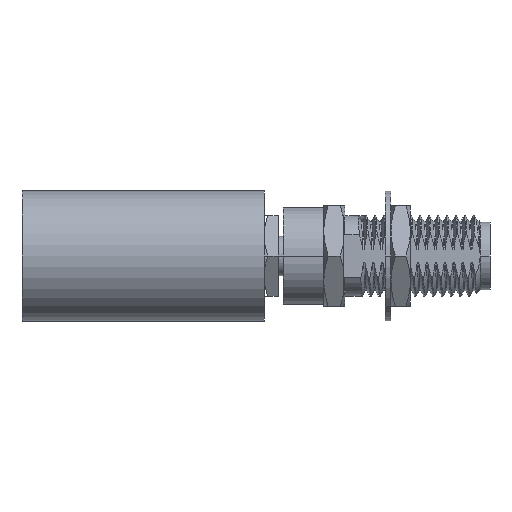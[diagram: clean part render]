
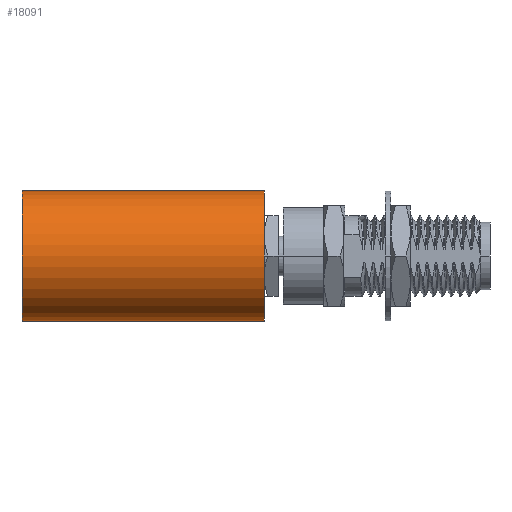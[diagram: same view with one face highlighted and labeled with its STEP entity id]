
A CAD part, front view. The second image highlights one B-rep face of the part: STEP entity #18091.
In plain terms, the highlighted cylindrical face has radius 5.144 mm (diameter 10.287 mm), a partial arc.
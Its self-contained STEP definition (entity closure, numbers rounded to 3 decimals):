
#17979=CARTESIAN_POINT('',(-20.574,0.,0.));
#17980=DIRECTION('',(1.,0.,0.));
#17981=DIRECTION('',(0.,0.,1.));
#17982=AXIS2_PLACEMENT_3D('',#17979,#17980,#17981);
#17994=DIRECTION('',(1.,0.,0.));
#17995=VECTOR('',#17994,19.05);
#17996=CARTESIAN_POINT('',(-20.574,0.,-5.144));
#17997=LINE('',#17996,#17995);
#17998=DIRECTION('',(1.,0.,0.));
#17999=VECTOR('',#17998,19.05);
#18000=CARTESIAN_POINT('',(-20.574,0.,5.144));
#18001=LINE('',#18000,#17999);
#18007=CARTESIAN_POINT('',(-1.524,0.,0.));
#18008=DIRECTION('',(1.,0.,0.));
#18009=DIRECTION('',(0.,0.,1.));
#18010=AXIS2_PLACEMENT_3D('',#18007,#18008,#18009);
#18030=CARTESIAN_POINT('',(-20.574,0.,-5.144));
#18031=CARTESIAN_POINT('',(-20.574,0.,5.144));
#18032=VERTEX_POINT('',#18030);
#18033=VERTEX_POINT('',#18031);
#18038=CARTESIAN_POINT('',(-1.524,0.,-5.144));
#18039=CARTESIAN_POINT('',(-1.524,0.,5.144));
#18040=VERTEX_POINT('',#18038);
#18041=VERTEX_POINT('',#18039);
#18079=CARTESIAN_POINT('',(-20.574,0.,0.));
#18080=DIRECTION('',(1.,0.,0.));
#18081=DIRECTION('',(0.,0.,-1.));
#18082=AXIS2_PLACEMENT_3D('',#18079,#18080,#18081);
#18083=CYLINDRICAL_SURFACE('',#18082,5.144);
#18084=ORIENTED_EDGE('',*,*,#18053,.F.);
#18085=ORIENTED_EDGE('',*,*,#18074,.T.);
#18087=ORIENTED_EDGE('',*,*,#18086,.T.);
#18088=ORIENTED_EDGE('',*,*,#18070,.F.);
#18089=EDGE_LOOP('',(#18084,#18085,#18087,#18088));
#18090=FACE_OUTER_BOUND('',#18089,.F.);
#17983=CIRCLE('',#17982,5.144);
#18011=CIRCLE('',#18010,5.144);
#18053=EDGE_CURVE('',#18033,#18032,#17983,.T.);
#18070=EDGE_CURVE('',#18032,#18040,#17997,.T.);
#18074=EDGE_CURVE('',#18033,#18041,#18001,.T.);
#18086=EDGE_CURVE('',#18041,#18040,#18011,.T.);
#18091=ADVANCED_FACE('',(#18090),#18083,.T.);
